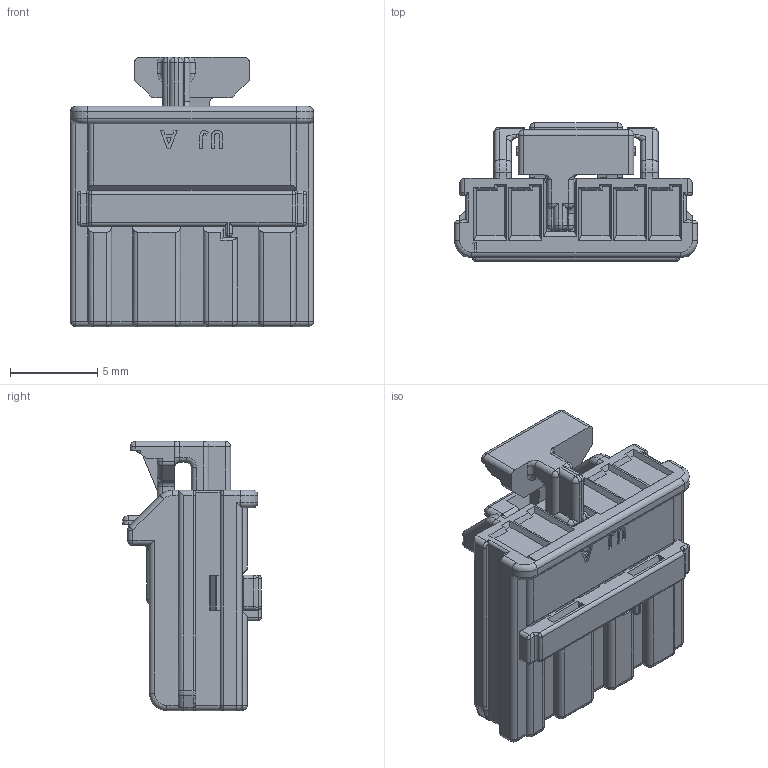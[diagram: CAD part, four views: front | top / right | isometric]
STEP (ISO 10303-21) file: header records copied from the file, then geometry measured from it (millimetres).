
FILE_DESCRIPTION (( 'STEP AP214' ), '1' );
FILE_NAME ('C_020_D_C_5F_ASSY_(A)_Rev.B.STEP', '2020-11-18T00:29:14', ( '' ), ( '' ), 'SwSTEP 2.0', 'SolidWorks 2019', '' );
FILE_SCHEMA (( 'AUTOMOTIVE_DESIGN' ));
Length unit declared in the file: millimetre
Products named in the file (1): C_020_D_C_5F_ASSY_(A)_Rev.B
Bounding box: 13.9 x 7.92 x 15.4 mm (x, y, z)
Volume: 777.1 mm3; surface area: 1001.8 mm2
Topology: 1 solids, 1 shells, 720 faces, 1848 edges, 1105 vertices
Faces by surface type: plane 350, cylinder 243, bspline 48, torus 45, sphere 34
Entity records: 30666 total; most frequent: CARTESIAN_POINT 5859, ORIENTED_EDGE 3616, DIRECTION 3407, EDGE_CURVE 1808, LINE 1213, VECTOR 1213, VERTEX_POINT 1105, AXIS2_PLACEMENT_3D 1097
